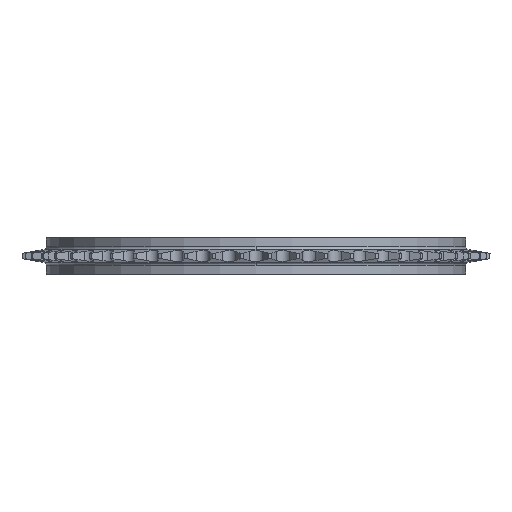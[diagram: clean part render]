
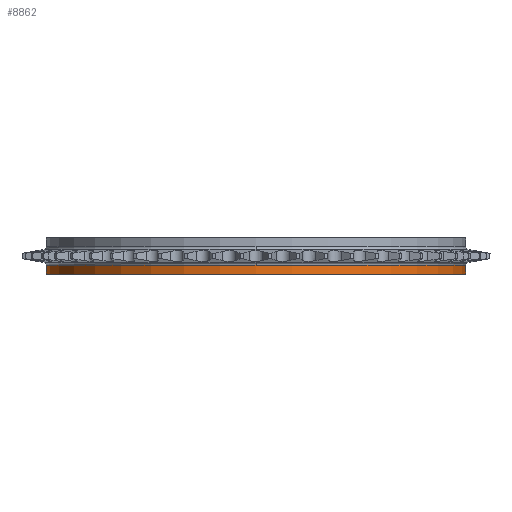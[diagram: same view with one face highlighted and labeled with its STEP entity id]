
A CAD part, front view. The second image highlights one B-rep face of the part: STEP entity #8862.
In plain terms, the highlighted cylindrical face has radius 73.003 mm (diameter 146.006 mm), a partial arc.
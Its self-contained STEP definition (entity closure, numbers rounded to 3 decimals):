
#481 = CARTESIAN_POINT ( 'NONE',  ( 0., 0., 6.35 ) ) ;
#581 = CARTESIAN_POINT ( 'NONE',  ( -73.003, 0., -3.228 ) ) ;
#1104 = DIRECTION ( 'NONE',  ( 0., 0., -1. ) ) ;
#3798 = CARTESIAN_POINT ( 'NONE',  ( 73.003, 0., -6.35 ) ) ;
#4667 = DIRECTION ( 'NONE',  ( 1., 0., 0. ) ) ;
#4932 = AXIS2_PLACEMENT_3D ( 'NONE', #481, #1104, #19446 ) ;
#5801 = FACE_OUTER_BOUND ( 'NONE', #14148, .T. ) ;
#6150 = DIRECTION ( 'NONE',  ( 0., -1., 0. ) ) ;
#6202 = ORIENTED_EDGE ( 'NONE', *, *, #19177, .T. ) ;
#6473 = AXIS2_PLACEMENT_3D ( 'NONE', #14823, #22062, #4667 ) ;
#6591 = DIRECTION ( 'NONE',  ( 0., -1., 0. ) ) ;
#7136 = ORIENTED_EDGE ( 'NONE', *, *, #21125, .T. ) ;
#8228 = DIRECTION ( 'NONE',  ( 0., 0., -1. ) ) ;
#8750 = CIRCLE ( 'NONE', #15250, 73.003 ) ;
#8821 = CARTESIAN_POINT ( 'NONE',  ( 73.003, 0., 6.35 ) ) ;
#8862 = ADVANCED_FACE ( 'NONE', ( #5801 ), #15349, .T. ) ;
#9377 = CARTESIAN_POINT ( 'NONE',  ( 0., 0., -3.228 ) ) ;
#10055 = EDGE_CURVE ( 'NONE', #30716, #22147, #15986, .T. ) ;
#11162 = VERTEX_POINT ( 'NONE', #581 ) ;
#11171 = DIRECTION ( 'NONE',  ( 0., 0., -1. ) ) ;
#11826 = CARTESIAN_POINT ( 'NONE',  ( 0., -73.003, -3.228 ) ) ;
#12941 = EDGE_CURVE ( 'NONE', #18382, #22147, #30010, .T. ) ;
#14148 = EDGE_LOOP ( 'NONE', ( #16203, #6202, #7136, #15084, #18361 ) ) ;
#14823 = CARTESIAN_POINT ( 'NONE',  ( 0., 0., -6.35 ) ) ;
#15084 = ORIENTED_EDGE ( 'NONE', *, *, #21738, .T. ) ;
#15250 = AXIS2_PLACEMENT_3D ( 'NONE', #9377, #26327, #6591 ) ;
#15349 = CYLINDRICAL_SURFACE ( 'NONE', #4932, 73.003 ) ;
#15986 = CIRCLE ( 'NONE', #6473, 73.003 ) ;
#16018 = CARTESIAN_POINT ( 'NONE',  ( 0., 0., -3.228 ) ) ;
#16203 = ORIENTED_EDGE ( 'NONE', *, *, #12941, .F. ) ;
#18361 = ORIENTED_EDGE ( 'NONE', *, *, #10055, .T. ) ;
#18382 = VERTEX_POINT ( 'NONE', #22114 ) ;
#19177 = EDGE_CURVE ( 'NONE', #18382, #26223, #21681, .T. ) ;
#19311 = VECTOR ( 'NONE', #8228, 1000. ) ;
#19446 = DIRECTION ( 'NONE',  ( -1., 0., 0. ) ) ;
#21125 = EDGE_CURVE ( 'NONE', #26223, #11162, #8750, .T. ) ;
#21681 = CIRCLE ( 'NONE', #26691, 73.003 ) ;
#21738 = EDGE_CURVE ( 'NONE', #11162, #30716, #22507, .T. ) ;
#22062 = DIRECTION ( 'NONE',  ( 0., 0., 1. ) ) ;
#22114 = CARTESIAN_POINT ( 'NONE',  ( 73.003, 0., -3.228 ) ) ;
#22147 = VERTEX_POINT ( 'NONE', #3798 ) ;
#22507 = LINE ( 'NONE', #29568, #19311 ) ;
#26223 = VERTEX_POINT ( 'NONE', #11826 ) ;
#26327 = DIRECTION ( 'NONE',  ( 0., 0., -1. ) ) ;
#26691 = AXIS2_PLACEMENT_3D ( 'NONE', #16018, #27633, #6150 ) ;
#26825 = CARTESIAN_POINT ( 'NONE',  ( -73.003, 0., -6.35 ) ) ;
#27633 = DIRECTION ( 'NONE',  ( 0., 0., -1. ) ) ;
#29568 = CARTESIAN_POINT ( 'NONE',  ( -73.003, 0., 6.35 ) ) ;
#29858 = VECTOR ( 'NONE', #11171, 1000. ) ;
#30010 = LINE ( 'NONE', #8821, #29858 ) ;
#30716 = VERTEX_POINT ( 'NONE', #26825 ) ;
